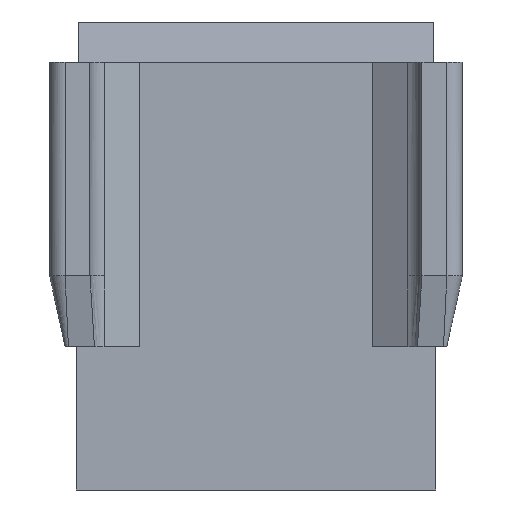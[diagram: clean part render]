
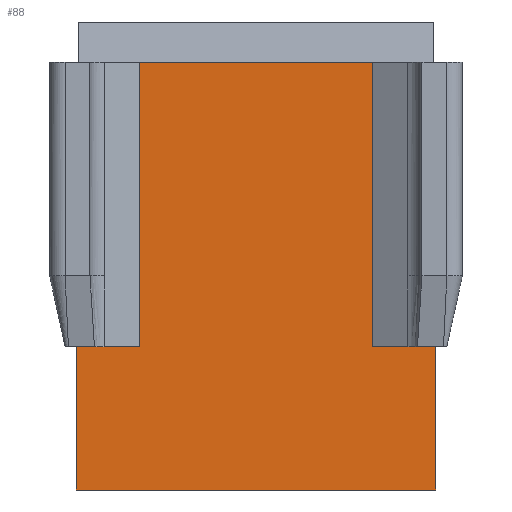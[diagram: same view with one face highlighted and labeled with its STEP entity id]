
A CAD part, left-side view. The second image highlights one B-rep face of the part: STEP entity #88.
In plain terms, the highlighted planar face has unit normal (-1, 0, 0).
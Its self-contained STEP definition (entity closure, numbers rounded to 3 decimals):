
#88=ADVANCED_FACE('',(#142),#112,.T.);
#112=PLANE('',#653);
#142=FACE_OUTER_BOUND('',#175,.T.);
#175=EDGE_LOOP('',(#327,#328,#329,#330,#331,#332,#333,#334));
#327=ORIENTED_EDGE('',*,*,#488,.T.);
#328=ORIENTED_EDGE('',*,*,#484,.T.);
#329=ORIENTED_EDGE('',*,*,#448,.T.);
#330=ORIENTED_EDGE('',*,*,#489,.T.);
#331=ORIENTED_EDGE('',*,*,#415,.T.);
#332=ORIENTED_EDGE('',*,*,#456,.F.);
#333=ORIENTED_EDGE('',*,*,#467,.T.);
#334=ORIENTED_EDGE('',*,*,#469,.T.);
#363=VERTEX_POINT('',#804);
#364=VERTEX_POINT('',#806);
#390=VERTEX_POINT('',#883);
#391=VERTEX_POINT('',#885);
#395=VERTEX_POINT('',#904);
#401=VERTEX_POINT('',#926);
#402=VERTEX_POINT('',#933);
#410=VERTEX_POINT('',#993);
#415=EDGE_CURVE('',#364,#363,#497,.T.);
#448=EDGE_CURVE('',#391,#390,#521,.T.);
#456=EDGE_CURVE('',#395,#363,#526,.T.);
#467=EDGE_CURVE('',#395,#401,#536,.T.);
#469=EDGE_CURVE('',#401,#402,#537,.T.);
#484=EDGE_CURVE('',#410,#391,#548,.T.);
#488=EDGE_CURVE('',#402,#410,#551,.T.);
#489=EDGE_CURVE('',#390,#364,#552,.T.);
#497=LINE('',#805,#560);
#521=LINE('',#884,#584);
#526=LINE('',#905,#589);
#536=LINE('',#927,#599);
#537=LINE('',#935,#600);
#548=LINE('',#995,#611);
#551=LINE('',#1016,#614);
#552=LINE('',#1018,#615);
#560=VECTOR('',#661,1.);
#584=VECTOR('',#711,1.);
#589=VECTOR('',#722,1.);
#599=VECTOR('',#744,1.);
#600=VECTOR('',#747,1.);
#611=VECTOR('',#768,1.);
#614=VECTOR('',#775,1.);
#615=VECTOR('',#778,1.);
#653=AXIS2_PLACEMENT_3D('',#1019,#779,#780);
#661=DIRECTION('',(0.,1.,0.));
#711=DIRECTION('',(0.,1.,0.));
#722=DIRECTION('',(0.,0.,1.));
#744=DIRECTION('',(0.,-1.,0.));
#747=DIRECTION('',(0.,0.,1.));
#768=DIRECTION('',(0.,0.,1.));
#775=DIRECTION('',(0.,1.,0.));
#778=DIRECTION('',(0.,0.,-1.));
#779=DIRECTION('',(-1.,0.,0.));
#780=DIRECTION('',(0.,1.,0.));
#804=CARTESIAN_POINT('',(0.,2.668,-4.22));
#805=CARTESIAN_POINT('',(0.,1.735,-4.22));
#806=CARTESIAN_POINT('',(0.,1.735,-4.22));
#883=CARTESIAN_POINT('',(0.,1.735,0.));
#884=CARTESIAN_POINT('',(0.,-1.735,0.));
#885=CARTESIAN_POINT('',(0.,-1.735,0.));
#904=CARTESIAN_POINT('',(0.,2.668,-6.35));
#905=CARTESIAN_POINT('',(0.,2.668,-6.35));
#926=CARTESIAN_POINT('',(0.,-2.668,-6.35));
#927=CARTESIAN_POINT('',(0.,2.668,-6.35));
#933=CARTESIAN_POINT('',(0.,-2.668,-4.22));
#935=CARTESIAN_POINT('',(0.,-2.668,-6.35));
#993=CARTESIAN_POINT('',(0.,-1.735,-4.22));
#995=CARTESIAN_POINT('',(0.,-1.735,-4.22));
#1016=CARTESIAN_POINT('',(0.,-2.668,-4.22));
#1018=CARTESIAN_POINT('',(0.,1.735,0.));
#1019=CARTESIAN_POINT('',(0.,-3.451,0.8));
